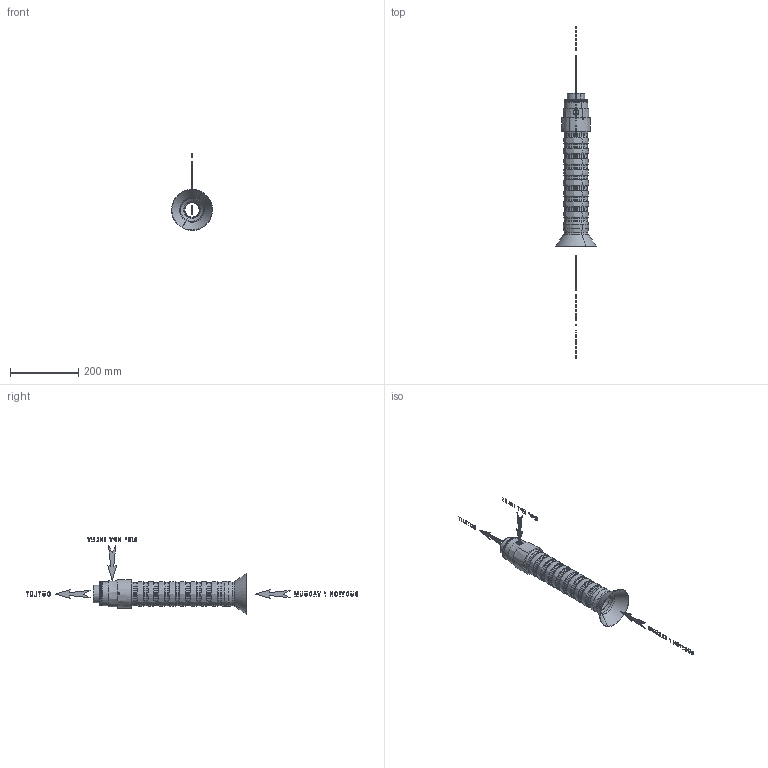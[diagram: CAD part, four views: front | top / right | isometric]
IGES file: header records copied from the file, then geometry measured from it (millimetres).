
Start section: START RECORD GO HERE.
Global section: file name: 40002 with Pipe & Round Nozzle.igs; native system: DASSAULT SYSTEMES CATIA V5 R20 - www.3ds.com; preprocessor: CATIA Version 5 Release 20 ; author: DRAFTMAN; organization: KJNDESGN; date: 20150303.155240; units: millimetre
Bounding box: 119.97 x 971.1 x 224.84 mm (x, y, z)
Volume: 316216.5 mm3; surface area: 246221 mm2
Topology: 40 solids, 40 shells, 1685 faces, 4493 edges, 2935 vertices
Faces by surface type: plane 551, bspline 403, revolution 389, extrusion 342
